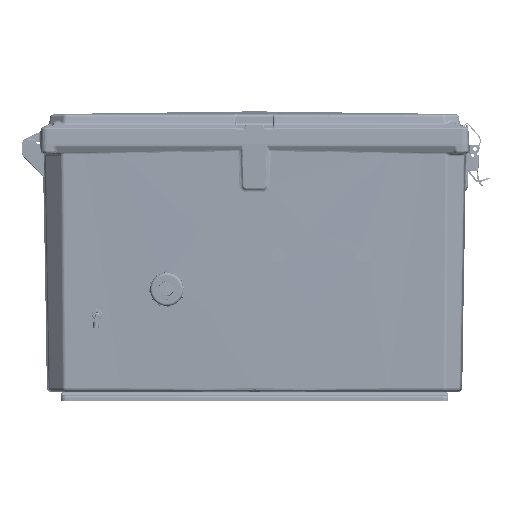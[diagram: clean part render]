
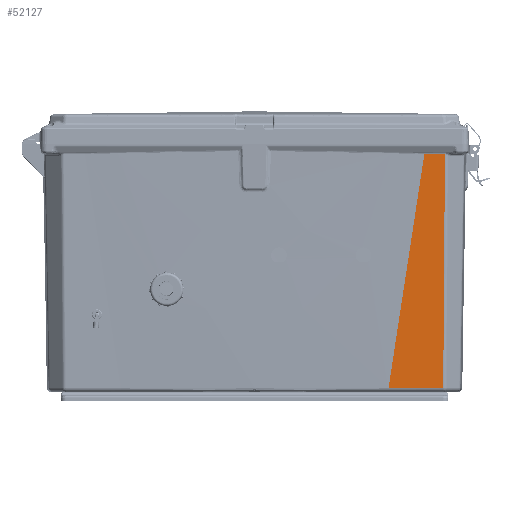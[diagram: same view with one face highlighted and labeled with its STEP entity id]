
A CAD part, front view. The second image highlights one B-rep face of the part: STEP entity #52127.
In plain terms, the highlighted face is planar.
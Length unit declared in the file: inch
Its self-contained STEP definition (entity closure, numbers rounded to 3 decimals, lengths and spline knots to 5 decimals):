
#3621 = EDGE_LOOP ( 'NONE', ( #133762, #68660, #151684, #198957 ) ) ;
#5534 = CARTESIAN_POINT ( 'NONE',  ( -0.5738, -9.28998, -7.51403 ) ) ;
#19428 = EDGE_CURVE ( 'NONE', #235186, #220759, #187600, .T. ) ;
#20261 = CARTESIAN_POINT ( 'NONE',  ( -7.07492, -9.17651, -5.70568 ) ) ;
#24329 = CARTESIAN_POINT ( 'NONE',  ( -6.71335, -9.18282, -7.46964 ) ) ;
#26415 = CARTESIAN_POINT ( 'NONE',  ( -0.5738, -9.28998, 8.96206 ) ) ;
#28776 = CARTESIAN_POINT ( 'NONE',  ( -9.78313, -9.12923, -7.44744 ) ) ;
#29469 = PLANE ( 'NONE',  #189502 ) ;
#40827 = B_SPLINE_CURVE_WITH_KNOTS ( 'NONE', 3,
 ( #225956, #113737, #20261, #151428 ),
 .UNSPECIFIED., .F., .F.,
 ( 4, 4 ),
 ( 0., 1. ),
 .UNSPECIFIED. ) ;
#45996 = CARTESIAN_POINT ( 'NONE',  ( -9.78314, -9.12923, -6.00963 ) ) ;
#46396 = CARTESIAN_POINT ( 'NONE',  ( -3.64358, -9.2364, -7.49183 ) ) ;
#47984 = VERTEX_POINT ( 'NONE', #206152 ) ;
#52127 = ADVANCED_FACE ( 'NONE', ( #198929 ), #29469, .T. ) ;
#68660 = ORIENTED_EDGE ( 'NONE', *, *, #19428, .T. ) ;
#71893 = EDGE_CURVE ( 'NONE', #220759, #47984, #40827, .T. ) ;
#78546 = CARTESIAN_POINT ( 'NONE',  ( -9.78313, -9.12923, -7.44744 ) ) ;
#113737 = CARTESIAN_POINT ( 'NONE',  ( -4.00514, -9.23009, -6.17629 ) ) ;
#126415 = B_SPLINE_CURVE_WITH_KNOTS ( 'NONE', 3,
 ( #78546, #24329, #46396, #5534 ),
 .UNSPECIFIED., .F., .F.,
 ( 4, 4 ),
 ( 0., 1. ),
 .UNSPECIFIED. ) ;
#128193 = CARTESIAN_POINT ( 'NONE',  ( -9.78313, -9.12923, -7.44744 ) ) ;
#133762 = ORIENTED_EDGE ( 'NONE', *, *, #170069, .T. ) ;
#141720 = DIRECTION ( 'NONE',  ( -0.017, -1., 0. ) ) ;
#150200 = CARTESIAN_POINT ( 'NONE',  ( -0.5738, -9.28998, -6.70255 ) ) ;
#151428 = CARTESIAN_POINT ( 'NONE',  ( -9.78314, -9.12923, -5.29072 ) ) ;
#151684 = ORIENTED_EDGE ( 'NONE', *, *, #71893, .T. ) ;
#170069 = EDGE_CURVE ( 'NONE', #189123, #235186, #126415, .T. ) ;
#178025 = CARTESIAN_POINT ( 'NONE',  ( -9.78314, -9.12923, -5.29072 ) ) ;
#179535 = CARTESIAN_POINT ( 'NONE',  ( 0., -9.3, 8.96206 ) ) ;
#180461 = CARTESIAN_POINT ( 'NONE',  ( -9.78313, -9.12923, -6.72854 ) ) ;
#183189 = CARTESIAN_POINT ( 'NONE',  ( -0.5738, -9.28998, -7.51403 ) ) ;
#187600 = LINE ( 'NONE', #26415, #225631 ) ;
#189123 = VERTEX_POINT ( 'NONE', #128193 ) ;
#189502 = AXIS2_PLACEMENT_3D ( 'NONE', #179535, #141720, #235167 ) ;
#198929 = FACE_OUTER_BOUND ( 'NONE', #3621, .T. ) ;
#198957 = ORIENTED_EDGE ( 'NONE', *, *, #216731, .F. ) ;
#206152 = CARTESIAN_POINT ( 'NONE',  ( -9.78314, -9.12923, -5.29072 ) ) ;
#210947 = B_SPLINE_CURVE_WITH_KNOTS ( 'NONE', 3,
 ( #28776, #180461, #45996, #178025 ),
 .UNSPECIFIED., .F., .F.,
 ( 4, 4 ),
 ( 0., 1. ),
 .UNSPECIFIED. ) ;
#214107 = DIRECTION ( 'NONE',  ( 0., 0., 1. ) ) ;
#216731 = EDGE_CURVE ( 'NONE', #189123, #47984, #210947, .T. ) ;
#220759 = VERTEX_POINT ( 'NONE', #150200 ) ;
#225631 = VECTOR ( 'NONE', #214107, 39.37008 ) ;
#225956 = CARTESIAN_POINT ( 'NONE',  ( -0.5738, -9.28998, -6.70255 ) ) ;
#235167 = DIRECTION ( 'NONE',  ( 1., -0.017, 0. ) ) ;
#235186 = VERTEX_POINT ( 'NONE', #183189 ) ;
